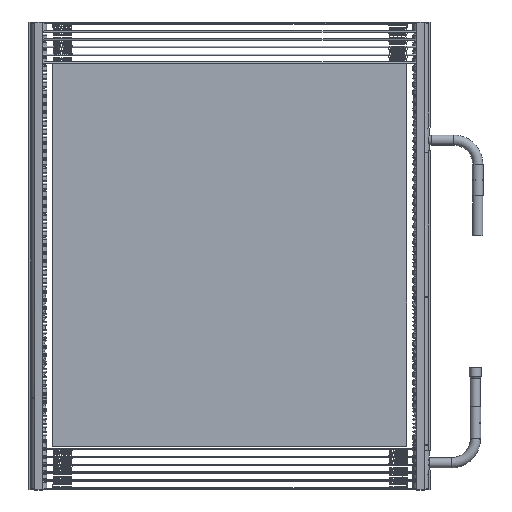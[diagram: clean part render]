
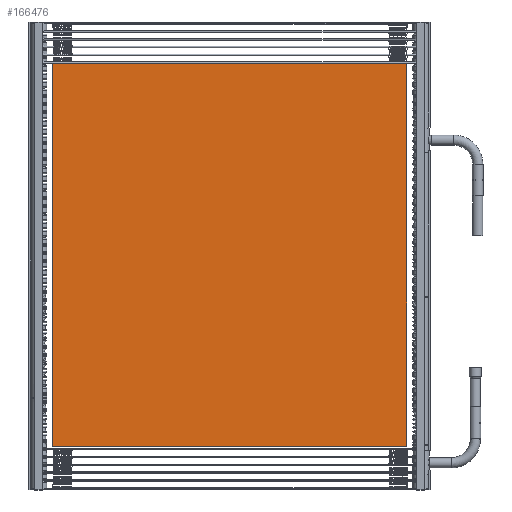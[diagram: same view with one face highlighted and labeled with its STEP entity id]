
A CAD part, top view. The second image highlights one B-rep face of the part: STEP entity #166476.
In plain terms, the highlighted planar face has unit normal (0, 0, 1).
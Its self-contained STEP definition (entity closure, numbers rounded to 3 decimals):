
#166397=DIRECTION('',(0.,-1.,0.));
#166398=VECTOR('',#166397,480.199);
#166399=CARTESIAN_POINT('',(-241.75,241.318,8.));
#166400=LINE('',#166399,#166398);
#166401=DIRECTION('',(-1.,0.,0.));
#166402=VECTOR('',#166401,445.);
#166403=CARTESIAN_POINT('',(203.25,241.318,8.));
#166404=LINE('',#166403,#166402);
#166405=DIRECTION('',(0.,1.,0.));
#166406=VECTOR('',#166405,480.199);
#166407=CARTESIAN_POINT('',(203.25,-238.881,8.));
#166408=LINE('',#166407,#166406);
#166409=DIRECTION('',(1.,0.,0.));
#166410=VECTOR('',#166409,445.);
#166411=CARTESIAN_POINT('',(-241.75,-238.881,8.));
#166412=LINE('',#166411,#166410);
#166445=CARTESIAN_POINT('',(-241.75,241.318,8.));
#166446=CARTESIAN_POINT('',(-241.75,-238.881,8.));
#166447=VERTEX_POINT('',#166445);
#166448=VERTEX_POINT('',#166446);
#166449=CARTESIAN_POINT('',(203.25,-238.881,8.));
#166450=VERTEX_POINT('',#166449);
#166451=CARTESIAN_POINT('',(203.25,241.318,8.));
#166452=VERTEX_POINT('',#166451);
#166461=CARTESIAN_POINT('',(0.,0.,8.));
#166462=DIRECTION('',(0.,0.,1.));
#166463=DIRECTION('',(1.,0.,0.));
#166464=AXIS2_PLACEMENT_3D('',#166461,#166462,#166463);
#166465=PLANE('',#166464);
#166467=ORIENTED_EDGE('',*,*,#166466,.F.);
#166469=ORIENTED_EDGE('',*,*,#166468,.F.);
#166471=ORIENTED_EDGE('',*,*,#166470,.F.);
#166473=ORIENTED_EDGE('',*,*,#166472,.F.);
#166474=EDGE_LOOP('',(#166467,#166469,#166471,#166473));
#166475=FACE_OUTER_BOUND('',#166474,.F.);
#166476=ADVANCED_FACE('',(#166475),#166465,.T.);
#166466=EDGE_CURVE('',#166447,#166448,#166400,.T.);
#166468=EDGE_CURVE('',#166452,#166447,#166404,.T.);
#166470=EDGE_CURVE('',#166450,#166452,#166408,.T.);
#166472=EDGE_CURVE('',#166448,#166450,#166412,.T.);
